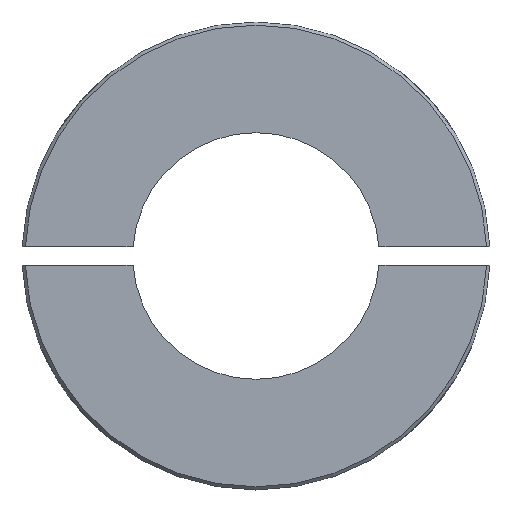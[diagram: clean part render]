
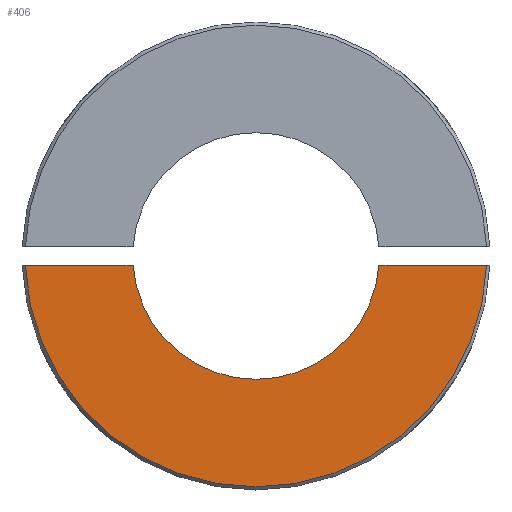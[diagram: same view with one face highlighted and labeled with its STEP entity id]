
A CAD part, left-side view. The second image highlights one B-rep face of the part: STEP entity #406.
In plain terms, the highlighted planar face has unit normal (-1, 0, 0).
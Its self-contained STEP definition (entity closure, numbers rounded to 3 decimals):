
#22=PLANE('',#457);
#47=LINE('',#692,#69);
#54=LINE('',#732,#76);
#69=VECTOR('',#494,10.);
#76=VECTOR('',#537,10.);
#110=FACE_OUTER_BOUND('',#140,.T.);
#140=EDGE_LOOP('',(#333,#334,#335,#336));
#156=CIRCLE('',#434,36.5);
#165=CIRCLE('',#453,19.5);
#183=VERTEX_POINT('',#590);
#186=VERTEX_POINT('',#597);
#193=VERTEX_POINT('',#691);
#201=VERTEX_POINT('',#725);
#224=EDGE_CURVE('',#186,#183,#156,.T.);
#232=EDGE_CURVE('',#183,#193,#47,.T.);
#246=EDGE_CURVE('',#201,#193,#165,.T.);
#250=EDGE_CURVE('',#201,#186,#54,.T.);
#333=ORIENTED_EDGE('',*,*,#224,.F.);
#334=ORIENTED_EDGE('',*,*,#250,.F.);
#335=ORIENTED_EDGE('',*,*,#246,.T.);
#336=ORIENTED_EDGE('',*,*,#232,.F.);
#406=ADVANCED_FACE('',(#110),#22,.F.);
#434=AXIS2_PLACEMENT_3D('',#601,#482,#483);
#453=AXIS2_PLACEMENT_3D('',#726,#529,#530);
#457=AXIS2_PLACEMENT_3D('',#734,#540,#541);
#482=DIRECTION('center_axis',(1.,0.,0.));
#483=DIRECTION('ref_axis',(0.,-0.999,-0.041));
#494=DIRECTION('',(0.,-1.,0.));
#529=DIRECTION('center_axis',(1.,0.,0.));
#530=DIRECTION('ref_axis',(0.,-0.997,-0.077));
#537=DIRECTION('',(0.,-1.,0.));
#540=DIRECTION('center_axis',(1.,0.,0.));
#541=DIRECTION('ref_axis',(0.,1.,0.));
#590=CARTESIAN_POINT('',(0.,36.469,-1.5));
#597=CARTESIAN_POINT('',(0.,-36.469,-1.5));
#601=CARTESIAN_POINT('Origin',(0.,0.,0.));
#691=CARTESIAN_POINT('',(0.,19.442,-1.5));
#692=CARTESIAN_POINT('',(0.,37.,-1.5));
#725=CARTESIAN_POINT('',(0.,-19.442,-1.5));
#726=CARTESIAN_POINT('Origin',(0.,0.,0.));
#732=CARTESIAN_POINT('',(0.,-19.442,-1.5));
#734=CARTESIAN_POINT('Origin',(0.,0.,-19.25));
